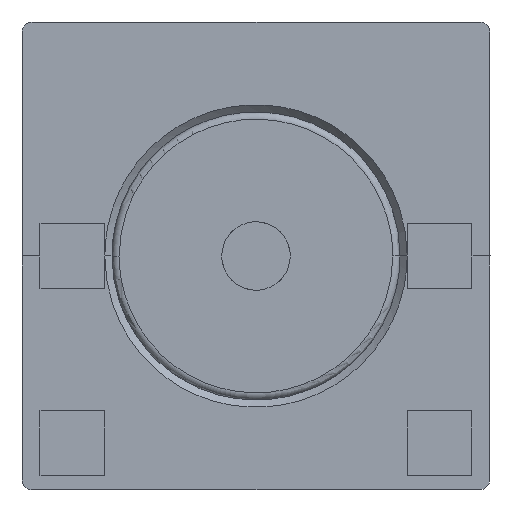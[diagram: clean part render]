
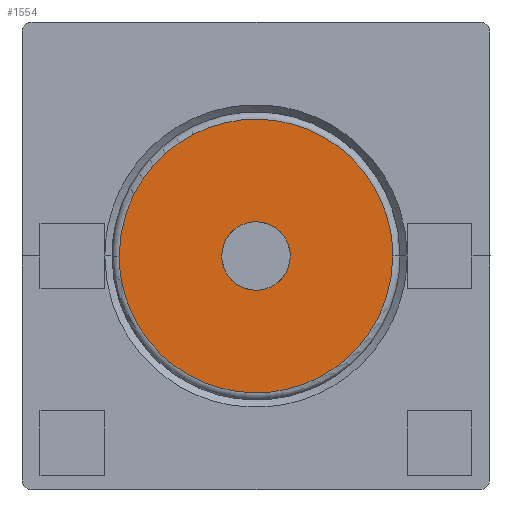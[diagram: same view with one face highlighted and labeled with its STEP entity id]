
A CAD part, left-side view. The second image highlights one B-rep face of the part: STEP entity #1554.
In plain terms, the highlighted planar face has unit normal (-1, 0, 0).
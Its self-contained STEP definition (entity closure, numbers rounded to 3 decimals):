
#24 = EDGE_LOOP ( 'NONE', ( #1335, #2745 ) ) ;
#61 = ORIENTED_EDGE ( 'NONE', *, *, #1141, .F. ) ;
#116 = CARTESIAN_POINT ( 'NONE',  ( 0., -1.519, -0.718 ) ) ;
#129 = CARTESIAN_POINT ( 'NONE',  ( 0., -0.425, 0.697 ) ) ;
#170 = CARTESIAN_POINT ( 'NONE',  ( 0., -1.9, 0.45 ) ) ;
#192 = FACE_OUTER_BOUND ( 'NONE', #2087, .T. ) ;
#207 = CARTESIAN_POINT ( 'NONE',  ( 0., -0.475, 0.45 ) ) ;
#282 = CARTESIAN_POINT ( 'NONE',  ( 0., 0.247, 0.875 ) ) ;
#386 = CARTESIAN_POINT ( 'NONE',  ( 0., 0.247, 0.026 ) ) ;
#395 = CARTESIAN_POINT ( 'NONE',  ( 0., -1.9, 0.45 ) ) ;
#408 = B_SPLINE_CURVE_WITH_KNOTS ( 'NONE', 3,
 ( #170, #1302, #3460, #3717, #116, #3693, #2526, #1003, #3419, #1024, #1325, #984, #714, #2187, #1921, #752, #3125, #418 ),
 .UNSPECIFIED., .F., .F.,
 ( 4, 2, 2, 2, 2, 2, 2, 2, 4 ),
 ( 0., 0.125, 0.25, 0.375, 0.5, 0.625, 0.75, 0.875, 1. ),
 .UNSPECIFIED. ) ;
#418 = CARTESIAN_POINT ( 'NONE',  ( 0., 1.9, 0.45 ) ) ;
#438 = PLANE ( 'NONE',  #1839 ) ;
#526 = CARTESIAN_POINT ( 'NONE',  ( 0., -1.9, 0.699 ) ) ;
#576 = CARTESIAN_POINT ( 'NONE',  ( 0., -1.168, 1.969 ) ) ;
#606 = EDGE_CURVE ( 'NONE', #2250, #3104, #1215, .T. ) ;
#705 = CARTESIAN_POINT ( 'NONE',  ( 0., 0.125, -0.025 ) ) ;
#714 = CARTESIAN_POINT ( 'NONE',  ( 0., 1.168, -1.069 ) ) ;
#749 = CARTESIAN_POINT ( 'NONE',  ( 0., -0.475, 0.45 ) ) ;
#752 = CARTESIAN_POINT ( 'NONE',  ( 0., 1.851, -0.047 ) ) ;
#788 = CARTESIAN_POINT ( 'NONE',  ( 0., 1.519, 1.618 ) ) ;
#790 = DIRECTION ( 'NONE',  ( 0., 0., -1. ) ) ;
#877 = EDGE_CURVE ( 'NONE', #3612, #1884, #408, .T. ) ;
#984 = CARTESIAN_POINT ( 'NONE',  ( 0., 0.957, -1.21 ) ) ;
#1003 = CARTESIAN_POINT ( 'NONE',  ( 0., -0.497, -1.401 ) ) ;
#1016 = CARTESIAN_POINT ( 'NONE',  ( 0., 0.425, 0.203 ) ) ;
#1024 = CARTESIAN_POINT ( 'NONE',  ( 0., 0.249, -1.45 ) ) ;
#1101 = CARTESIAN_POINT ( 'NONE',  ( 0., -0.249, 2.35 ) ) ;
#1141 = EDGE_CURVE ( 'NONE', #1884, #3612, #3596, .T. ) ;
#1186 = CARTESIAN_POINT ( 'NONE',  ( 0., -0.125, 0.925 ) ) ;
#1203 = CARTESIAN_POINT ( 'NONE',  ( 0., -1.519, 1.618 ) ) ;
#1215 = B_SPLINE_CURVE_WITH_KNOTS ( 'NONE', 3,
 ( #3433, #3091, #2223, #1612, #1885, #705, #386, #1016, #1908, #1586 ),
 .UNSPECIFIED., .F., .F.,
 ( 4, 2, 2, 2, 4 ),
 ( 0., 0.25, 0.5, 0.75, 1. ),
 .UNSPECIFIED. ) ;
#1302 = CARTESIAN_POINT ( 'NONE',  ( 0., -1.9, 0.201 ) ) ;
#1325 = CARTESIAN_POINT ( 'NONE',  ( 0., 0.497, -1.401 ) ) ;
#1335 = ORIENTED_EDGE ( 'NONE', *, *, #606, .T. ) ;
#1363 = CARTESIAN_POINT ( 'NONE',  ( 0., 1.66, 1.407 ) ) ;
#1379 = CARTESIAN_POINT ( 'NONE',  ( 0., 1.9, 0.699 ) ) ;
#1396 = CARTESIAN_POINT ( 'NONE',  ( 0., 0.497, 2.301 ) ) ;
#1446 = CARTESIAN_POINT ( 'NONE',  ( 0., -1.66, 1.407 ) ) ;
#1554 = ADVANCED_FACE ( 'NONE', ( #192, #3497 ), #438, .T. ) ;
#1579 = CARTESIAN_POINT ( 'NONE',  ( 0., 0.475, 0.45 ) ) ;
#1586 = CARTESIAN_POINT ( 'NONE',  ( 0., 0.475, 0.45 ) ) ;
#1612 = CARTESIAN_POINT ( 'NONE',  ( 0., -0.247, 0.025 ) ) ;
#1623 = ORIENTED_EDGE ( 'NONE', *, *, #877, .F. ) ;
#1839 = AXIS2_PLACEMENT_3D ( 'NONE', #2550, #1944, #790 ) ;
#1868 = CARTESIAN_POINT ( 'NONE',  ( 0., 0.424, 0.697 ) ) ;
#1884 = VERTEX_POINT ( 'NONE', #2780 ) ;
#1885 = CARTESIAN_POINT ( 'NONE',  ( 0., -0.125, -0.025 ) ) ;
#1908 = CARTESIAN_POINT ( 'NONE',  ( 0., 0.475, 0.324 ) ) ;
#1921 = CARTESIAN_POINT ( 'NONE',  ( 0., 1.66, -0.507 ) ) ;
#1944 = DIRECTION ( 'NONE',  ( -1., 0., 0. ) ) ;
#1954 = CARTESIAN_POINT ( 'NONE',  ( 0., -0.475, 0.576 ) ) ;
#1961 = EDGE_CURVE ( 'NONE', #3104, #2250, #2675, .T. ) ;
#1991 = CARTESIAN_POINT ( 'NONE',  ( 0., 1.168, 1.969 ) ) ;
#2011 = CARTESIAN_POINT ( 'NONE',  ( 0., -0.957, 2.11 ) ) ;
#2087 = EDGE_LOOP ( 'NONE', ( #61, #1623 ) ) ;
#2184 = CARTESIAN_POINT ( 'NONE',  ( 0., 0.475, 0.45 ) ) ;
#2187 = CARTESIAN_POINT ( 'NONE',  ( 0., 1.519, -0.718 ) ) ;
#2223 = CARTESIAN_POINT ( 'NONE',  ( 0., -0.424, 0.203 ) ) ;
#2250 = VERTEX_POINT ( 'NONE', #207 ) ;
#2282 = CARTESIAN_POINT ( 'NONE',  ( 0., 1.9, 0.45 ) ) ;
#2303 = CARTESIAN_POINT ( 'NONE',  ( 0., -0.497, 2.301 ) ) ;
#2339 = CARTESIAN_POINT ( 'NONE',  ( 0., -1.851, 0.947 ) ) ;
#2392 = CARTESIAN_POINT ( 'NONE',  ( 0., -0.247, 0.874 ) ) ;
#2526 = CARTESIAN_POINT ( 'NONE',  ( 0., -0.957, -1.21 ) ) ;
#2550 = CARTESIAN_POINT ( 'NONE',  ( 0., 0., 0.45 ) ) ;
#2675 = B_SPLINE_CURVE_WITH_KNOTS ( 'NONE', 3,
 ( #2184, #3322, #1868, #282, #3898, #1186, #2392, #129, #1954, #749 ),
 .UNSPECIFIED., .F., .F.,
 ( 4, 2, 2, 2, 4 ),
 ( 0., 0.25, 0.5, 0.75, 1. ),
 .UNSPECIFIED. ) ;
#2745 = ORIENTED_EDGE ( 'NONE', *, *, #1961, .T. ) ;
#2780 = CARTESIAN_POINT ( 'NONE',  ( 0., 1.9, 0.45 ) ) ;
#3091 = CARTESIAN_POINT ( 'NONE',  ( 0., -0.475, 0.324 ) ) ;
#3104 = VERTEX_POINT ( 'NONE', #1579 ) ;
#3125 = CARTESIAN_POINT ( 'NONE',  ( 0., 1.9, 0.201 ) ) ;
#3199 = CARTESIAN_POINT ( 'NONE',  ( 0., 0.957, 2.11 ) ) ;
#3322 = CARTESIAN_POINT ( 'NONE',  ( 0., 0.475, 0.576 ) ) ;
#3419 = CARTESIAN_POINT ( 'NONE',  ( 0., -0.249, -1.45 ) ) ;
#3433 = CARTESIAN_POINT ( 'NONE',  ( 0., -0.475, 0.45 ) ) ;
#3460 = CARTESIAN_POINT ( 'NONE',  ( 0., -1.851, -0.047 ) ) ;
#3495 = CARTESIAN_POINT ( 'NONE',  ( 0., 1.851, 0.947 ) ) ;
#3497 = FACE_BOUND ( 'NONE', #24, .T. ) ;
#3596 = B_SPLINE_CURVE_WITH_KNOTS ( 'NONE', 3,
 ( #2282, #1379, #3495, #1363, #788, #1991, #3199, #1396, #3812, #1101, #2303, #2011, #576, #1203, #1446, #2339, #526, #3864 ),
 .UNSPECIFIED., .F., .F.,
 ( 4, 2, 2, 2, 2, 2, 2, 2, 4 ),
 ( 0., 0.125, 0.25, 0.375, 0.5, 0.625, 0.75, 0.875, 1. ),
 .UNSPECIFIED. ) ;
#3612 = VERTEX_POINT ( 'NONE', #395 ) ;
#3693 = CARTESIAN_POINT ( 'NONE',  ( 0., -1.168, -1.069 ) ) ;
#3717 = CARTESIAN_POINT ( 'NONE',  ( 0., -1.66, -0.507 ) ) ;
#3812 = CARTESIAN_POINT ( 'NONE',  ( 0., 0.249, 2.35 ) ) ;
#3864 = CARTESIAN_POINT ( 'NONE',  ( 0., -1.9, 0.45 ) ) ;
#3898 = CARTESIAN_POINT ( 'NONE',  ( 0., 0.125, 0.925 ) ) ;
